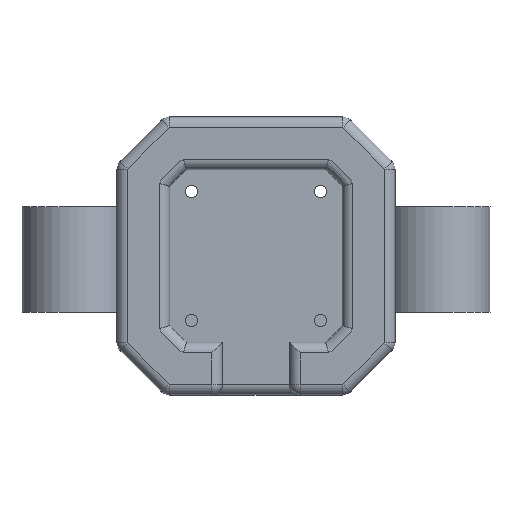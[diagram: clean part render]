
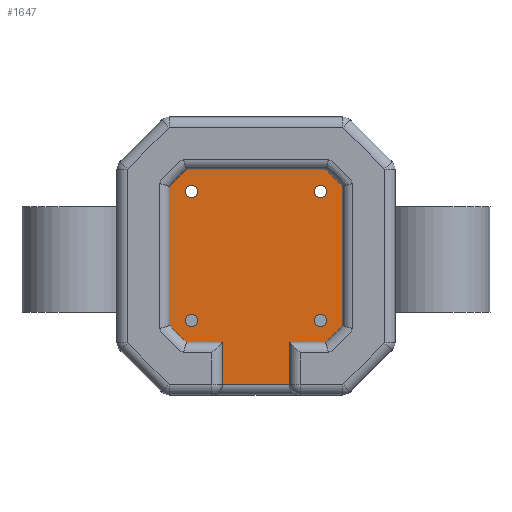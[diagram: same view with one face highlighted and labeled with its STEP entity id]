
A CAD part, front view. The second image highlights one B-rep face of the part: STEP entity #1647.
In plain terms, the highlighted planar face has unit normal (0, -1, 0).
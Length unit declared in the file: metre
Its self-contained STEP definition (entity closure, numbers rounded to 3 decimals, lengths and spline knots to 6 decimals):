
#103=CIRCLE('',#1760,0.0266);
#105=CIRCLE('',#1764,0.0266);
#107=CIRCLE('',#1768,0.0266);
#109=CIRCLE('',#1782,0.0266);
#114=CIRCLE('',#1790,0.0015);
#115=CIRCLE('',#1791,0.0015);
#116=CIRCLE('',#1792,0.0015);
#117=CIRCLE('',#1793,0.0015);
#325=ORIENTED_EDGE('',*,*,#789,.F.);
#326=ORIENTED_EDGE('',*,*,#790,.F.);
#327=ORIENTED_EDGE('',*,*,#791,.F.);
#328=ORIENTED_EDGE('',*,*,#792,.F.);
#329=ORIENTED_EDGE('',*,*,#720,.F.);
#330=ORIENTED_EDGE('',*,*,#793,.T.);
#331=ORIENTED_EDGE('',*,*,#760,.F.);
#332=ORIENTED_EDGE('',*,*,#763,.T.);
#333=ORIENTED_EDGE('',*,*,#766,.F.);
#334=ORIENTED_EDGE('',*,*,#768,.T.);
#335=ORIENTED_EDGE('',*,*,#702,.F.);
#336=ORIENTED_EDGE('',*,*,#705,.T.);
#337=ORIENTED_EDGE('',*,*,#708,.F.);
#338=ORIENTED_EDGE('',*,*,#711,.T.);
#339=ORIENTED_EDGE('',*,*,#714,.F.);
#340=ORIENTED_EDGE('',*,*,#717,.F.);
#702=EDGE_CURVE('',#937,#935,#103,.T.);
#705=EDGE_CURVE('',#937,#939,#1077,.T.);
#708=EDGE_CURVE('',#941,#939,#105,.T.);
#711=EDGE_CURVE('',#941,#943,#1081,.T.);
#714=EDGE_CURVE('',#945,#943,#107,.T.);
#717=EDGE_CURVE('',#947,#945,#1085,.T.);
#720=EDGE_CURVE('',#949,#947,#1088,.T.);
#760=EDGE_CURVE('',#989,#986,#1128,.T.);
#763=EDGE_CURVE('',#989,#991,#1131,.T.);
#766=EDGE_CURVE('',#993,#991,#109,.T.);
#768=EDGE_CURVE('',#993,#935,#1134,.T.);
#789=EDGE_CURVE('',#1014,#1014,#114,.F.);
#790=EDGE_CURVE('',#1015,#1015,#115,.F.);
#791=EDGE_CURVE('',#1016,#1016,#116,.F.);
#792=EDGE_CURVE('',#1017,#1017,#117,.F.);
#793=EDGE_CURVE('',#949,#986,#1151,.F.);
#935=VERTEX_POINT('',#2574);
#937=VERTEX_POINT('',#2578);
#939=VERTEX_POINT('',#2584);
#941=VERTEX_POINT('',#2590);
#943=VERTEX_POINT('',#2596);
#945=VERTEX_POINT('',#2602);
#947=VERTEX_POINT('',#2608);
#949=VERTEX_POINT('',#2614);
#986=VERTEX_POINT('',#2697);
#989=VERTEX_POINT('',#2702);
#991=VERTEX_POINT('',#2708);
#993=VERTEX_POINT('',#2714);
#1014=VERTEX_POINT('',#2762);
#1015=VERTEX_POINT('',#2764);
#1016=VERTEX_POINT('',#2766);
#1017=VERTEX_POINT('',#2768);
#1077=LINE('',#2585,#1218);
#1081=LINE('',#2597,#1222);
#1085=LINE('',#2609,#1226);
#1088=LINE('',#2615,#1229);
#1128=LINE('',#2703,#1269);
#1131=LINE('',#2709,#1272);
#1134=LINE('',#2718,#1275);
#1151=LINE('',#2769,#1292);
#1218=VECTOR('',#2017,1.);
#1222=VECTOR('',#2029,1.);
#1226=VECTOR('',#2041,1.);
#1229=VECTOR('',#2046,1.);
#1269=VECTOR('',#2102,1.);
#1272=VECTOR('',#2107,1.);
#1275=VECTOR('',#2118,1.);
#1292=VECTOR('',#2155,1.);
#1351=EDGE_LOOP('',(#325));
#1352=EDGE_LOOP('',(#326));
#1353=EDGE_LOOP('',(#327));
#1354=EDGE_LOOP('',(#328));
#1355=EDGE_LOOP('',(#329,#330,#331,#332,#333,#334,#335,#336,#337,#338,#339,
#340));
#1482=FACE_BOUND('',#1351,.T.);
#1483=FACE_BOUND('',#1352,.T.);
#1484=FACE_BOUND('',#1353,.T.);
#1485=FACE_BOUND('',#1354,.T.);
#1486=FACE_BOUND('',#1355,.T.);
#1602=PLANE('',#1789);
#1647=ADVANCED_FACE('',(#1482,#1483,#1484,#1485,#1486),#1602,.F.);
#1760=AXIS2_PLACEMENT_3D('',#2579,#2011,#2012);
#1764=AXIS2_PLACEMENT_3D('',#2591,#2023,#2024);
#1768=AXIS2_PLACEMENT_3D('',#2603,#2035,#2036);
#1782=AXIS2_PLACEMENT_3D('',#2715,#2113,#2114);
#1789=AXIS2_PLACEMENT_3D('',#2760,#2145,#2146);
#1790=AXIS2_PLACEMENT_3D('',#2761,#2147,#2148);
#1791=AXIS2_PLACEMENT_3D('',#2763,#2149,#2150);
#1792=AXIS2_PLACEMENT_3D('',#2765,#2151,#2152);
#1793=AXIS2_PLACEMENT_3D('',#2767,#2153,#2154);
#2011=DIRECTION('',(0.,1.,0.));
#2012=DIRECTION('',(-1.,0.,0.));
#2017=DIRECTION('',(-1.,0.,0.));
#2023=DIRECTION('',(0.,1.,0.));
#2024=DIRECTION('',(-1.,0.,0.));
#2029=DIRECTION('',(0.,0.,-1.));
#2035=DIRECTION('',(0.,1.,0.));
#2036=DIRECTION('',(-1.,0.,0.));
#2041=DIRECTION('',(-1.,0.,0.));
#2046=DIRECTION('',(0.,0.,1.));
#2102=DIRECTION('',(0.,0.,-1.));
#2107=DIRECTION('',(1.,0.,0.));
#2113=DIRECTION('',(0.,1.,0.));
#2114=DIRECTION('',(-1.,0.,0.));
#2118=DIRECTION('',(0.,0.,1.));
#2145=DIRECTION('',(0.,1.,0.));
#2146=DIRECTION('',(-1.,0.,0.));
#2147=DIRECTION('',(0.,1.,0.));
#2148=DIRECTION('',(-1.,0.,0.));
#2149=DIRECTION('',(0.,1.,0.));
#2150=DIRECTION('',(-1.,0.,0.));
#2151=DIRECTION('',(0.,1.,0.));
#2152=DIRECTION('',(-1.,0.,0.));
#2153=DIRECTION('',(0.,1.,0.));
#2154=DIRECTION('',(-1.,0.,0.));
#2155=DIRECTION('',(-1.,0.,0.));
#2574=CARTESIAN_POINT('',(0.02075,0.03665,0.030218));
#2578=CARTESIAN_POINT('',(0.016643,0.03665,0.034325));
#2579=CARTESIAN_POINT('',(0.,0.03665,0.013575));
#2584=CARTESIAN_POINT('',(-0.016643,0.03665,0.034325));
#2585=CARTESIAN_POINT('',(0.,0.03665,0.034325));
#2590=CARTESIAN_POINT('',(-0.02075,0.03665,0.030218));
#2591=CARTESIAN_POINT('',(0.,0.03665,0.013575));
#2596=CARTESIAN_POINT('',(-0.02075,0.03665,-0.003068));
#2597=CARTESIAN_POINT('',(-0.02075,0.03665,0.013575));
#2602=CARTESIAN_POINT('',(-0.016643,0.03665,-0.007175));
#2603=CARTESIAN_POINT('',(0.,0.03665,0.013575));
#2608=CARTESIAN_POINT('',(-0.0081,0.03665,-0.007175));
#2609=CARTESIAN_POINT('',(-0.012372,0.03665,-0.007175));
#2614=CARTESIAN_POINT('',(-0.0081,0.03665,-0.017335));
#2615=CARTESIAN_POINT('',(-0.0081,0.03665,-0.008925));
#2697=CARTESIAN_POINT('',(0.0081,0.03665,-0.017335));
#2702=CARTESIAN_POINT('',(0.0081,0.03665,-0.007175));
#2703=CARTESIAN_POINT('',(0.0081,0.03665,-0.015275));
#2708=CARTESIAN_POINT('',(0.016643,0.03665,-0.007175));
#2709=CARTESIAN_POINT('',(0.012372,0.03665,-0.007175));
#2714=CARTESIAN_POINT('',(0.02075,0.03665,-0.003068));
#2715=CARTESIAN_POINT('',(0.,0.03665,0.013575));
#2718=CARTESIAN_POINT('',(0.02075,0.03665,0.013575));
#2760=CARTESIAN_POINT('',(0.,0.03665,0.013575));
#2761=CARTESIAN_POINT('',(-0.0155,0.03665,0.029075));
#2762=CARTESIAN_POINT('',(-0.017,0.03665,0.029075));
#2763=CARTESIAN_POINT('',(0.0155,0.03665,-0.001925));
#2764=CARTESIAN_POINT('',(0.014,0.03665,-0.001925));
#2765=CARTESIAN_POINT('',(-0.0155,0.03665,-0.001925));
#2766=CARTESIAN_POINT('',(-0.017,0.03665,-0.001925));
#2767=CARTESIAN_POINT('',(0.0155,0.03665,0.029075));
#2768=CARTESIAN_POINT('',(0.014,0.03665,0.029075));
#2769=CARTESIAN_POINT('',(0.0081,0.03665,-0.017335));
